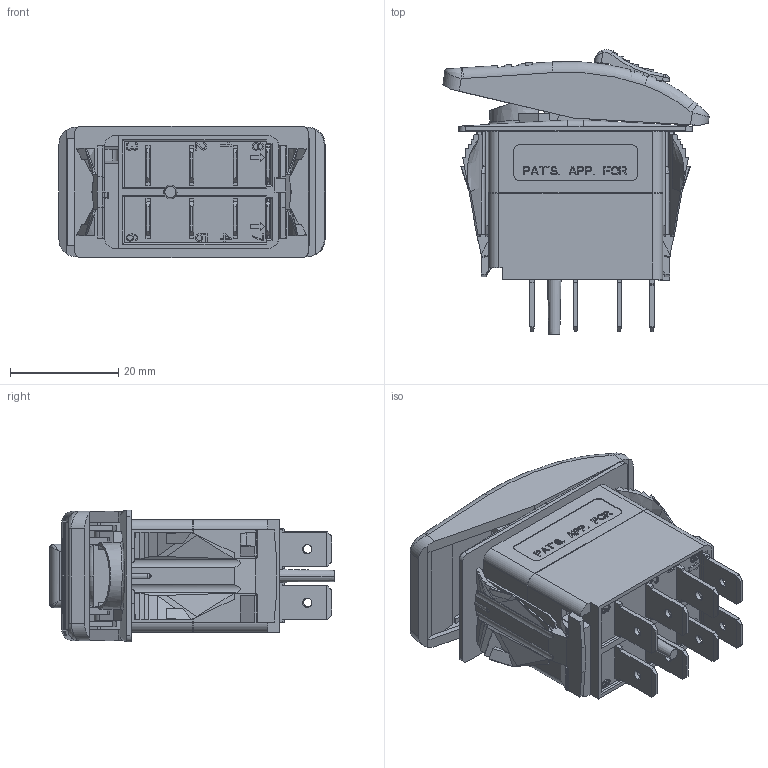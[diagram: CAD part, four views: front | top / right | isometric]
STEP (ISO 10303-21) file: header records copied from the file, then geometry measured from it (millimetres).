
FILE_DESCRIPTION((''),'2;1');
FILE_NAME('VDB1HWVB-C8LY2-1_SW0001','2011-09-22T',('leads.cao'),(''),'PRO/ENGINEER BY PARAMETRIC TECHNOLOGY CORPORATION, 2010280','PRO/ENGINEER BY PARAMETRIC TECHNOLOGY CORPORATION, 2010280','');
FILE_SCHEMA(('CONFIG_CONTROL_DESIGN'));
Products named in the file (1): VDB1HWVB-C8LY2-1_SW0001
Bounding box: 49.19 x 52.57 x 24.38 mm (x, y, z)
Volume: 15012.7 mm3; surface area: 19544.6 mm2
Topology: 1 solids, 1 shells, 2406 faces, 6819 edges, 4431 vertices
Faces by surface type: plane 1962, cylinder 285, bspline 89, cone 42, torus 26, sphere 2
Entity records: 81275 total; most frequent: CARTESIAN_POINT 19600, ORIENTED_EDGE 13590, DIRECTION 11593, EDGE_CURVE 6795, VECTOR 5733, LINE 5733, VERTEX_POINT 4431, AXIS2_PLACEMENT_3D 2930
